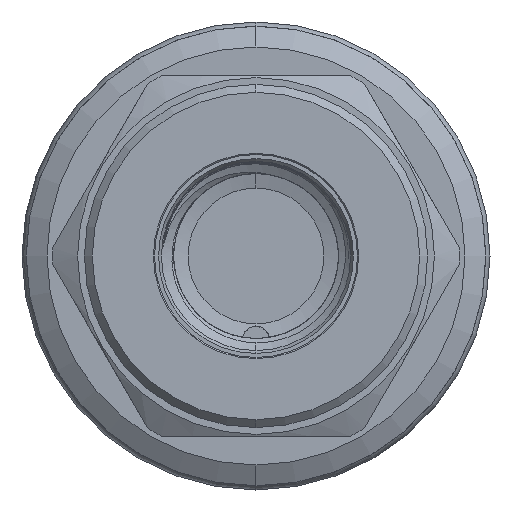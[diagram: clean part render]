
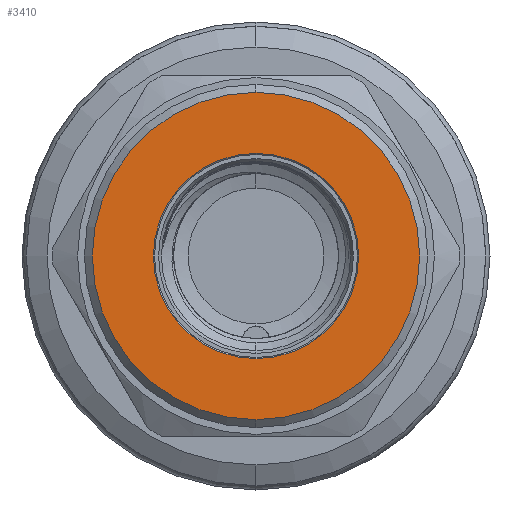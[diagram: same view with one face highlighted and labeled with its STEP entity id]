
A CAD part, left-side view. The second image highlights one B-rep face of the part: STEP entity #3410.
In plain terms, the highlighted planar face has unit normal (-1, 0, 0).
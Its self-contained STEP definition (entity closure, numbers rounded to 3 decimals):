
#35 = DIRECTION ( 'NONE',  ( -1., 0., 0. ) ) ;
#462 = VERTEX_POINT ( 'NONE', #1162 ) ;
#619 = CARTESIAN_POINT ( 'NONE',  ( 0., 0., 14.4 ) ) ;
#1070 = EDGE_LOOP ( 'NONE', ( #11263, #3742 ) ) ;
#1107 = CARTESIAN_POINT ( 'NONE',  ( 0., 0., 0. ) ) ;
#1162 = CARTESIAN_POINT ( 'NONE',  ( 0., 0., -9.03 ) ) ;
#1240 = CIRCLE ( 'NONE', #5397, 14.4 ) ;
#1554 = ORIENTED_EDGE ( 'NONE', *, *, #9735, .T. ) ;
#1971 = CARTESIAN_POINT ( 'NONE',  ( 0., 0., 0. ) ) ;
#2385 = AXIS2_PLACEMENT_3D ( 'NONE', #7576, #11172, #4224 ) ;
#2635 = CIRCLE ( 'NONE', #8648, 9.03 ) ;
#2933 = CARTESIAN_POINT ( 'NONE',  ( 0., 0., 9.03 ) ) ;
#3333 = CARTESIAN_POINT ( 'NONE',  ( 0., 0., -14.4 ) ) ;
#3410 = ADVANCED_FACE ( 'NONE', ( #7961, #5079 ), #3962, .F. ) ;
#3593 = VERTEX_POINT ( 'NONE', #619 ) ;
#3742 = ORIENTED_EDGE ( 'NONE', *, *, #5902, .F. ) ;
#3933 = DIRECTION ( 'NONE',  ( 1., 0., 0. ) ) ;
#3962 = PLANE ( 'NONE',  #8206 ) ;
#4224 = DIRECTION ( 'NONE',  ( 0., 0., 1. ) ) ;
#4618 = DIRECTION ( 'NONE',  ( 0., 0., 1. ) ) ;
#5079 = FACE_OUTER_BOUND ( 'NONE', #5265, .T. ) ;
#5265 = EDGE_LOOP ( 'NONE', ( #1554, #5289 ) ) ;
#5289 = ORIENTED_EDGE ( 'NONE', *, *, #7397, .T. ) ;
#5341 = CARTESIAN_POINT ( 'NONE',  ( 0., 0., 0. ) ) ;
#5397 = AXIS2_PLACEMENT_3D ( 'NONE', #1971, #8085, #9744 ) ;
#5695 = VERTEX_POINT ( 'NONE', #3333 ) ;
#5772 = CARTESIAN_POINT ( 'NONE',  ( 0., 0., 0. ) ) ;
#5860 = VERTEX_POINT ( 'NONE', #2933 ) ;
#5902 = EDGE_CURVE ( 'NONE', #462, #5860, #11310, .T. ) ;
#6454 = DIRECTION ( 'NONE',  ( 0., 0., -1. ) ) ;
#7244 = DIRECTION ( 'NONE',  ( -1., 0., 0. ) ) ;
#7397 = EDGE_CURVE ( 'NONE', #3593, #5695, #1240, .T. ) ;
#7576 = CARTESIAN_POINT ( 'NONE',  ( 0., 0., 0. ) ) ;
#7961 = FACE_BOUND ( 'NONE', #1070, .T. ) ;
#8032 = DIRECTION ( 'NONE',  ( 0., 0., 1. ) ) ;
#8085 = DIRECTION ( 'NONE',  ( -1., 0., 0. ) ) ;
#8206 = AXIS2_PLACEMENT_3D ( 'NONE', #5772, #3933, #6454 ) ;
#8525 = EDGE_CURVE ( 'NONE', #5860, #462, #2635, .T. ) ;
#8648 = AXIS2_PLACEMENT_3D ( 'NONE', #1107, #7244, #4618 ) ;
#9194 = CIRCLE ( 'NONE', #2385, 14.4 ) ;
#9735 = EDGE_CURVE ( 'NONE', #5695, #3593, #9194, .T. ) ;
#9744 = DIRECTION ( 'NONE',  ( 0., 0., 1. ) ) ;
#9805 = AXIS2_PLACEMENT_3D ( 'NONE', #5341, #35, #8032 ) ;
#11172 = DIRECTION ( 'NONE',  ( -1., 0., 0. ) ) ;
#11263 = ORIENTED_EDGE ( 'NONE', *, *, #8525, .F. ) ;
#11310 = CIRCLE ( 'NONE', #9805, 9.03 ) ;
